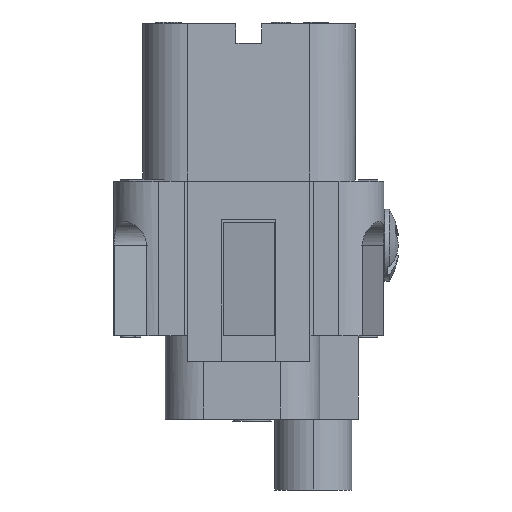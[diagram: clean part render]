
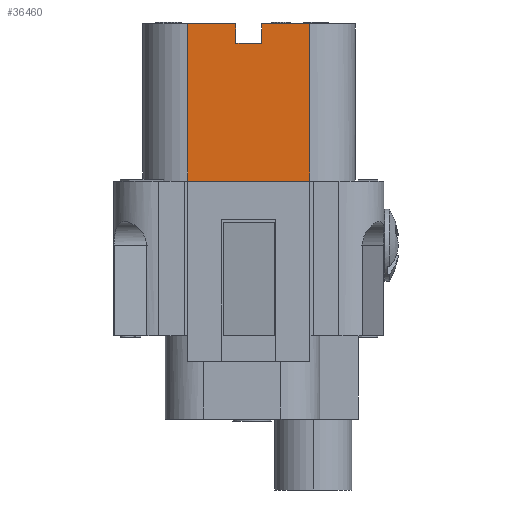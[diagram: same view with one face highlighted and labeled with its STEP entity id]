
A CAD part, left-side view. The second image highlights one B-rep face of the part: STEP entity #36460.
In plain terms, the highlighted planar face has unit normal (-1, 0, 0).
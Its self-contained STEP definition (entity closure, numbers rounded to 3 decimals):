
#380=CARTESIAN_POINT('',(40.438,41.915,-36.));
#390=VERTEX_POINT('',#380);
#420=CARTESIAN_POINT('',(40.438,46.605,-36.));
#430=DIRECTION('',(0.,-1.,0.));
#440=VECTOR('',#430,1.);
#450=LINE('',#420,#440);
#460=CARTESIAN_POINT('',(40.438,51.415,-36.));
#470=VERTEX_POINT('',#460);
#480=EDGE_CURVE('',#470,#390,#450,.T.);
#35780=CARTESIAN_POINT('',(40.438,41.915,-48.2));
#35790=VERTEX_POINT('',#35780);
#35820=CARTESIAN_POINT('',(40.438,41.915,-24.));
#35830=DIRECTION('',(0.,0.,1.));
#35840=VECTOR('',#35830,1.);
#35850=LINE('',#35820,#35840);
#35860=EDGE_CURVE('',#35790,#390,#35850,.T.);
#35910=CARTESIAN_POINT('',(40.438,59.687,-48.2));
#35920=DIRECTION('',(1.,0.,0.));
#35930=DIRECTION('',(0.,1.,0.));
#35940=AXIS2_PLACEMENT_3D('',#35910,#35920,#35930);
#35950=PLANE('',#35940);
#35960=ORIENTED_EDGE('',*,*,#480,.F.);
#35970=ORIENTED_EDGE('',*,*,#35860,.T.);
#35980=CARTESIAN_POINT('',(40.438,46.605,-48.2));
#35990=DIRECTION('',(0.,-1.,0.));
#36000=VECTOR('',#35990,1.);
#36010=LINE('',#35980,#36000);
#36020=CARTESIAN_POINT('',(40.438,45.665,-48.2));
#36030=VERTEX_POINT('',#36020);
#36040=EDGE_CURVE('',#36030,#35790,#36010,.T.);
#36050=ORIENTED_EDGE('',*,*,#36040,.T.);
#36060=CARTESIAN_POINT('',(40.438,45.665,-24.));
#36070=DIRECTION('',(0.,0.,1.));
#36080=VECTOR('',#36070,1.);
#36090=LINE('',#36060,#36080);
#36100=CARTESIAN_POINT('',(40.438,45.665,-46.7));
#36110=VERTEX_POINT('',#36100);
#36120=EDGE_CURVE('',#36030,#36110,#36090,.T.);
#36130=ORIENTED_EDGE('',*,*,#36120,.F.);
#36140=CARTESIAN_POINT('',(40.438,46.605,-46.7));
#36150=DIRECTION('',(0.,1.,0.));
#36160=VECTOR('',#36150,1.);
#36170=LINE('',#36140,#36160);
#36180=CARTESIAN_POINT('',(40.438,47.665,-46.7));
#36190=VERTEX_POINT('',#36180);
#36200=EDGE_CURVE('',#36110,#36190,#36170,.T.);
#36210=ORIENTED_EDGE('',*,*,#36200,.F.);
#36220=CARTESIAN_POINT('',(40.438,47.665,-24.));
#36230=DIRECTION('',(0.,0.,-1.));
#36240=VECTOR('',#36230,1.);
#36250=LINE('',#36220,#36240);
#36260=CARTESIAN_POINT('',(40.438,47.665,-48.2));
#36270=VERTEX_POINT('',#36260);
#36280=EDGE_CURVE('',#36190,#36270,#36250,.T.);
#36290=ORIENTED_EDGE('',*,*,#36280,.F.);
#36300=CARTESIAN_POINT('',(40.438,46.605,-48.2));
#36310=DIRECTION('',(0.,-1.,0.));
#36320=VECTOR('',#36310,1.);
#36330=LINE('',#36300,#36320);
#36340=CARTESIAN_POINT('',(40.438,51.415,-48.2));
#36350=VERTEX_POINT('',#36340);
#36360=EDGE_CURVE('',#36350,#36270,#36330,.T.);
#36370=ORIENTED_EDGE('',*,*,#36360,.T.);
#36380=CARTESIAN_POINT('',(40.438,51.415,-24.));
#36390=DIRECTION('',(0.,0.,-1.));
#36400=VECTOR('',#36390,1.);
#36410=LINE('',#36380,#36400);
#36420=EDGE_CURVE('',#470,#36350,#36410,.T.);
#36430=ORIENTED_EDGE('',*,*,#36420,.T.);
#36440=EDGE_LOOP('',(#36430,#36370,#36290,#36210,#36130,#36050,#35970,
#35960));
#36450=FACE_OUTER_BOUND('',#36440,.T.);
#36460=ADVANCED_FACE('',(#36450),#35950,.F.);
